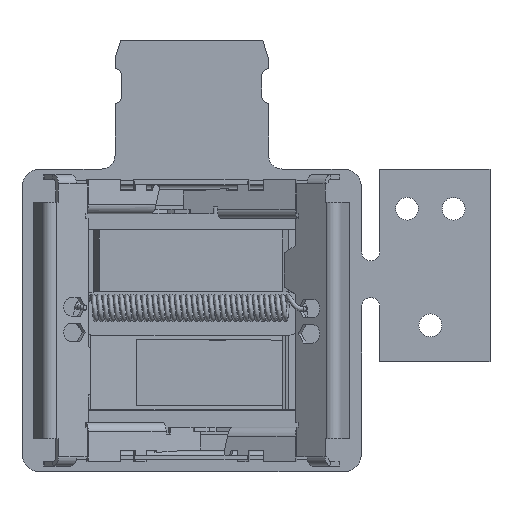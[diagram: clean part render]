
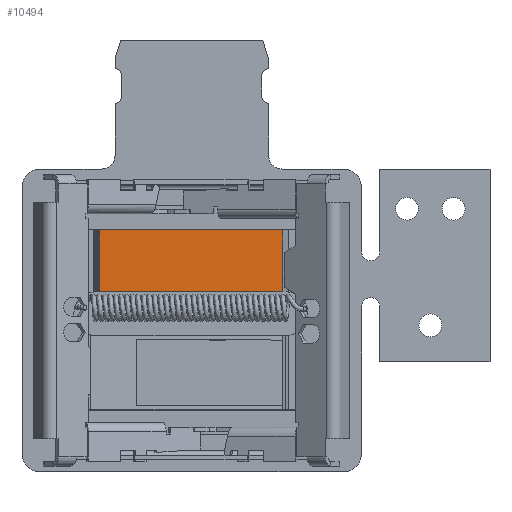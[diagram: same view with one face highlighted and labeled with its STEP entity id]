
A CAD part, top view. The second image highlights one B-rep face of the part: STEP entity #10494.
In plain terms, the highlighted planar face has unit normal (0, 0, 1).
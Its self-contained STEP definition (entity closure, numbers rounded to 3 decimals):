
#10461 = VERTEX_POINT('',#10462);
#10462 = CARTESIAN_POINT('',(3.947,-9.461,-1.2));
#10468 = EDGE_CURVE('',#10461,#10469,#10471,.T.);
#10469 = VERTEX_POINT('',#10470);
#10470 = CARTESIAN_POINT('',(1.247,-9.461,-1.2));
#10471 = LINE('',#10472,#10473);
#10472 = CARTESIAN_POINT('',(1.922,-9.461,-1.2));
#10473 = VECTOR('',#10474,1.);
#10474 = DIRECTION('',(-1.,0.,0.));
#10494 = ADVANCED_FACE('',(#10495),#10520,.T.);
#10495 = FACE_BOUND('',#10496,.T.);
#10496 = EDGE_LOOP('',(#10497,#10498,#10506,#10514));
#10497 = ORIENTED_EDGE('',*,*,#10468,.F.);
#10498 = ORIENTED_EDGE('',*,*,#10499,.T.);
#10499 = EDGE_CURVE('',#10461,#10500,#10502,.T.);
#10500 = VERTEX_POINT('',#10501);
#10501 = CARTESIAN_POINT('',(3.947,-1.461,-1.2));
#10502 = LINE('',#10503,#10504);
#10503 = CARTESIAN_POINT('',(3.947,-1.211,-1.2));
#10504 = VECTOR('',#10505,1.);
#10505 = DIRECTION('',(0.,1.,0.));
#10506 = ORIENTED_EDGE('',*,*,#10507,.F.);
#10507 = EDGE_CURVE('',#10508,#10500,#10510,.T.);
#10508 = VERTEX_POINT('',#10509);
#10509 = CARTESIAN_POINT('',(1.247,-1.461,-1.2));
#10510 = LINE('',#10511,#10512);
#10511 = CARTESIAN_POINT('',(3.272,-1.461,-1.2));
#10512 = VECTOR('',#10513,1.);
#10513 = DIRECTION('',(1.,0.,0.));
#10514 = ORIENTED_EDGE('',*,*,#10515,.T.);
#10515 = EDGE_CURVE('',#10508,#10469,#10516,.T.);
#10516 = LINE('',#10517,#10518);
#10517 = CARTESIAN_POINT('',(1.247,-9.711,-1.2));
#10518 = VECTOR('',#10519,1.);
#10519 = DIRECTION('',(0.,-1.,0.));
#10520 = PLANE('',#10521);
#10521 = AXIS2_PLACEMENT_3D('',#10522,#10523,#10524);
#10522 = CARTESIAN_POINT('',(2.597,-5.461,-1.2));
#10523 = DIRECTION('',(0.,0.,1.));
#10524 = DIRECTION('',(1.,0.,0.));
